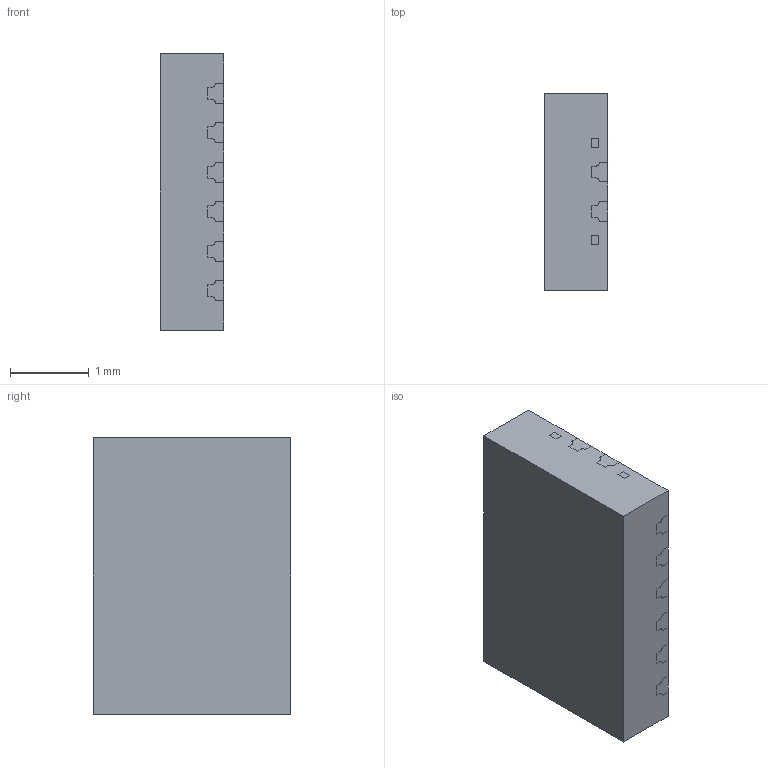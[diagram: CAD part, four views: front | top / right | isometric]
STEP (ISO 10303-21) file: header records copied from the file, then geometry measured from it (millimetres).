
FILE_DESCRIPTION(/* description */ ('Unknown'),/* implementation_level */ '2;1');
FILE_NAME(/* name */ 'QFN3525A-16_STP',/* time_stamp */ '2024-02-01T16:50:49+08:00',/* author */ ('Unknown'),/* organization */ ('Unknown'),/* preprocessor_version */ 'ST-DEVELOPER v18.102',/* originating_system */ 'Solid Edge',/* authorisation */ 'Unknown');
FILE_SCHEMA (('AUTOMOTIVE_DESIGN {1 0 10303 214 3 1 1}'));
Length unit declared in the file: millimetre
Products named in the file (3): QFN3525A-16; CPD; LDF
Assembly tree (2 placements, depth 2):
  QFN3525A-16
    CPD
    LDF
Bounding box: 0.8 x 2.5 x 3.5 mm (x, y, z)
Volume: 7 mm3; surface area: 52.3 mm2
Topology: 18 solids, 18 shells, 667 faces, 1872 edges, 1240 vertices
Faces by surface type: plane 497, cylinder 170
Entity records: 23855 total; most frequent: CARTESIAN_POINT 3782, ORIENTED_EDGE 3744, DIRECTION 3576, EDGE_CURVE 1872, LINE 1508, VECTOR 1508, VERTEX_POINT 1240, AXIS2_PLACEMENT_3D 1034
